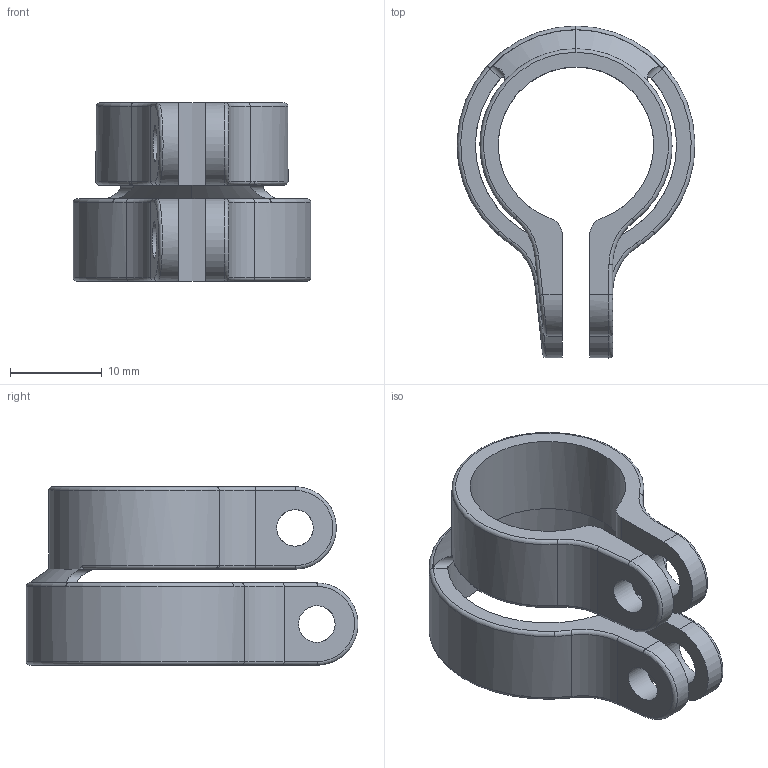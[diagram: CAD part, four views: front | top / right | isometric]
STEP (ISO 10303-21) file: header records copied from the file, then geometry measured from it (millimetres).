
FILE_DESCRIPTION(('FreeCAD Model'),'2;1');
FILE_NAME('anneauSerrageDouble4.step','2022-06-30T08:16:51', ('Emmanuel Mainil'),(''),'Open CASCADE STEP processor 7.2','FreeCAD', 'Unknown');
FILE_SCHEMA(('AUTOMOTIVE_DESIGN { 1 0 10303 214 1 1 1 1 }'));
Length unit declared in the file: millimetre
Products named in the file (1): Fillet001
Bounding box: 25.99 x 36.28 x 19.5 mm (x, y, z)
Volume: 3151.6 mm3; surface area: 3746 mm2
Topology: 1 solids, 1 shells, 75 faces, 206 edges, 132 vertices
Faces by surface type: cylinder 30, torus 23, plane 13, bspline 5, cone 4
Full cylindrical faces by diameter (mm): 4 x2, 5 x2
Entity records: 7780 total; most frequent: CARTESIAN_POINT 3833, DIRECTION 728, ORIENTED_EDGE 410, PCURVE 410, DEFINITIONAL_REPRESENTATION 410, LINE 301, VECTOR 301, EDGE_CURVE 205
